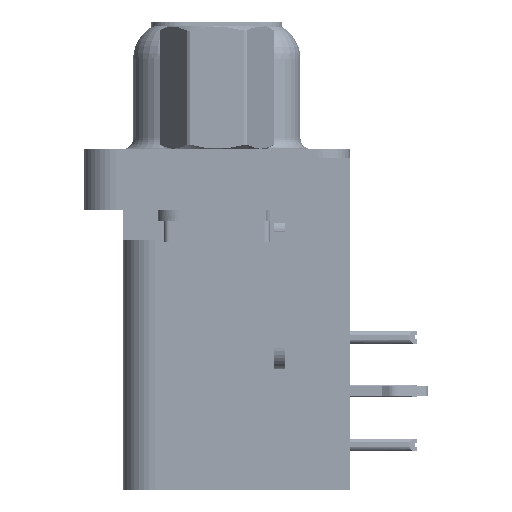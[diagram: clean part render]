
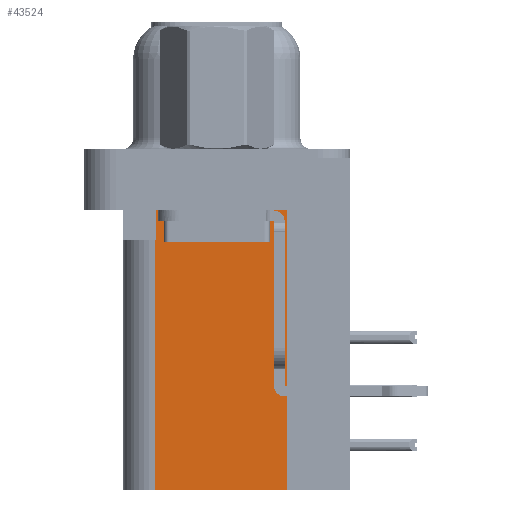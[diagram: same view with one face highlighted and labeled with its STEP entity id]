
A CAD part, left-side view. The second image highlights one B-rep face of the part: STEP entity #43524.
In plain terms, the highlighted planar face has unit normal (-1, 0, 0).
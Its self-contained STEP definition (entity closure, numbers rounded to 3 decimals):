
#123 = EDGE_CURVE ( 'NONE', #15728, #37653, #4661, .T. ) ;
#2420 = VECTOR ( 'NONE', #17878, 1000. ) ;
#3465 = ORIENTED_EDGE ( 'NONE', *, *, #123, .F. ) ;
#3585 = DIRECTION ( 'NONE',  ( 0., 0., -1. ) ) ;
#4661 = LINE ( 'NONE', #10529, #45647 ) ;
#6488 = PLANE ( 'NONE',  #48062 ) ;
#6612 = ORIENTED_EDGE ( 'NONE', *, *, #12796, .T. ) ;
#6891 = LINE ( 'NONE', #23008, #45482 ) ;
#7639 = CARTESIAN_POINT ( 'NONE',  ( 3.7, 2.925, -15.7 ) ) ;
#8271 = VERTEX_POINT ( 'NONE', #30005 ) ;
#10529 = CARTESIAN_POINT ( 'NONE',  ( 3.7, -3.295, -15.7 ) ) ;
#10576 = DIRECTION ( 'NONE',  ( 0., 1., 0. ) ) ;
#10858 = ORIENTED_EDGE ( 'NONE', *, *, #39864, .T. ) ;
#11732 = DIRECTION ( 'NONE',  ( 0., 0., 1. ) ) ;
#12104 = VERTEX_POINT ( 'NONE', #31631 ) ;
#12745 = LINE ( 'NONE', #25396, #2420 ) ;
#12796 = EDGE_CURVE ( 'NONE', #8271, #12104, #17718, .T. ) ;
#14290 = CARTESIAN_POINT ( 'NONE',  ( 3.7, -3.295, -15.7 ) ) ;
#15728 = VERTEX_POINT ( 'NONE', #39647 ) ;
#16174 = VERTEX_POINT ( 'NONE', #22692 ) ;
#17001 = ORIENTED_EDGE ( 'NONE', *, *, #21141, .T. ) ;
#17718 = LINE ( 'NONE', #42164, #48381 ) ;
#17878 = DIRECTION ( 'NONE',  ( 0., 1., 0. ) ) ;
#18153 = DIRECTION ( 'NONE',  ( 0., 1., 0. ) ) ;
#18536 = VERTEX_POINT ( 'NONE', #49250 ) ;
#21141 = EDGE_CURVE ( 'NONE', #18536, #8271, #30271, .T. ) ;
#22482 = VECTOR ( 'NONE', #11732, 1000. ) ;
#22692 = CARTESIAN_POINT ( 'NONE',  ( 3.7, 2.925, -3.9 ) ) ;
#23008 = CARTESIAN_POINT ( 'NONE',  ( 3.7, -3.295, -15.7 ) ) ;
#24374 = EDGE_LOOP ( 'NONE', ( #17001, #6612, #29756, #49032, #3465, #10858 ) ) ;
#25396 = CARTESIAN_POINT ( 'NONE',  ( 3.7, 0., -3.9 ) ) ;
#29756 = ORIENTED_EDGE ( 'NONE', *, *, #44016, .T. ) ;
#30005 = CARTESIAN_POINT ( 'NONE',  ( 3.7, 2.895, -2.5 ) ) ;
#30271 = LINE ( 'NONE', #33619, #40581 ) ;
#30770 = FACE_OUTER_BOUND ( 'NONE', #24374, .T. ) ;
#31631 = CARTESIAN_POINT ( 'NONE',  ( 3.7, 2.895, -3.9 ) ) ;
#33619 = CARTESIAN_POINT ( 'NONE',  ( 3.7, -3.295, -2.5 ) ) ;
#37653 = VERTEX_POINT ( 'NONE', #46710 ) ;
#39647 = CARTESIAN_POINT ( 'NONE',  ( 3.7, -3.295, -15.7 ) ) ;
#39864 = EDGE_CURVE ( 'NONE', #15728, #18536, #6891, .T. ) ;
#40066 = LINE ( 'NONE', #7639, #22482 ) ;
#40526 = EDGE_CURVE ( 'NONE', #37653, #16174, #40066, .T. ) ;
#40581 = VECTOR ( 'NONE', #49024, 1000. ) ;
#41241 = DIRECTION ( 'NONE',  ( 1., 0., 0. ) ) ;
#42164 = CARTESIAN_POINT ( 'NONE',  ( 3.7, 2.895, -3.9 ) ) ;
#42268 = DIRECTION ( 'NONE',  ( 0., 0., 1. ) ) ;
#43524 = ADVANCED_FACE ( 'NONE', ( #30770 ), #6488, .F. ) ;
#44016 = EDGE_CURVE ( 'NONE', #12104, #16174, #12745, .T. ) ;
#45482 = VECTOR ( 'NONE', #42268, 1000. ) ;
#45647 = VECTOR ( 'NONE', #10576, 1000. ) ;
#46710 = CARTESIAN_POINT ( 'NONE',  ( 3.7, 2.925, -15.7 ) ) ;
#48062 = AXIS2_PLACEMENT_3D ( 'NONE', #14290, #41241, #18153 ) ;
#48381 = VECTOR ( 'NONE', #3585, 1000. ) ;
#49024 = DIRECTION ( 'NONE',  ( 0., 1., 0. ) ) ;
#49032 = ORIENTED_EDGE ( 'NONE', *, *, #40526, .F. ) ;
#49250 = CARTESIAN_POINT ( 'NONE',  ( 3.7, -3.295, -2.5 ) ) ;
